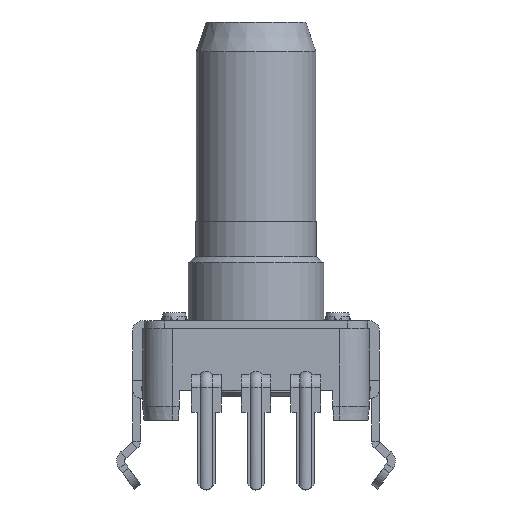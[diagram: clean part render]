
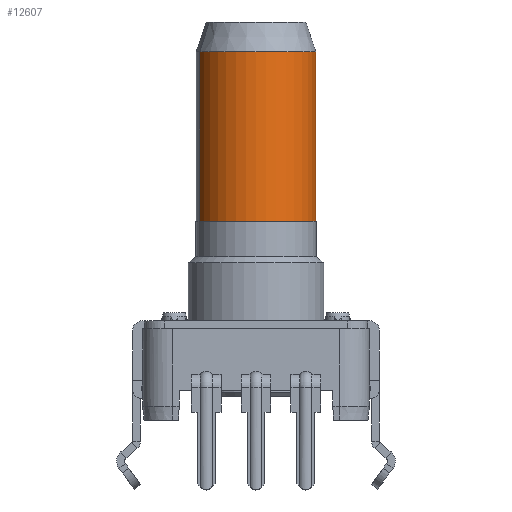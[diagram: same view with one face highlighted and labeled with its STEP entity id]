
A CAD part, front view. The second image highlights one B-rep face of the part: STEP entity #12607.
In plain terms, the highlighted cylindrical face has radius 3 mm (diameter 6 mm), a partial arc.
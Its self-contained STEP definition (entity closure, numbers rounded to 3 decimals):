
#3059 = VERTEX_POINT('',#3060);
#3060 = CARTESIAN_POINT('',(2.819,1.026,16.2));
#3074 = CONICAL_SURFACE('',#3075,2.5,0.322);
#3075 = AXIS2_PLACEMENT_3D('',#3076,#3077,#3078);
#3076 = CARTESIAN_POINT('',(0.,0.,17.7)
  );
#3077 = DIRECTION('',(0.,0.,-1.));
#3078 = DIRECTION('',(-0.94,-0.342,
    0.));
#3103 = CYLINDRICAL_SURFACE('',#3104,3.);
#3104 = AXIS2_PLACEMENT_3D('',#3105,#3106,#3107);
#3105 = CARTESIAN_POINT('',(0.,0.,0.771));
#3106 = DIRECTION('',(0.,0.,-1.));
#3107 = DIRECTION('',(-0.94,-0.342,-0.));
#3194 = VERTEX_POINT('',#3195);
#3195 = CARTESIAN_POINT('',(-2.819,-1.026,16.2));
#3221 = EDGE_CURVE('',#3059,#3194,#3222,.T.);
#3222 = SURFACE_CURVE('',#3223,(#3228,#3235),.PCURVE_S1.);
#3223 = CIRCLE('',#3224,3.);
#3224 = AXIS2_PLACEMENT_3D('',#3225,#3226,#3227);
#3225 = CARTESIAN_POINT('',(0.,0.,16.2)
  );
#3226 = DIRECTION('',(0.,0.,-1.));
#3227 = DIRECTION('',(-0.94,-0.342,
    0.));
#3228 = PCURVE('',#3074,#3229);
#3229 = DEFINITIONAL_REPRESENTATION('',(#3230),#3234);
#3230 = LINE('',#3231,#3232);
#3231 = CARTESIAN_POINT('',(0.,1.5));
#3232 = VECTOR('',#3233,1.);
#3233 = DIRECTION('',(1.,0.));
#3234 = ( GEOMETRIC_REPRESENTATION_CONTEXT(2) 
PARAMETRIC_REPRESENTATION_CONTEXT() REPRESENTATION_CONTEXT('2D SPACE',''
  ) );
#3235 = PCURVE('',#3236,#3241);
#3236 = CYLINDRICAL_SURFACE('',#3237,3.);
#3237 = AXIS2_PLACEMENT_3D('',#3238,#3239,#3240);
#3238 = CARTESIAN_POINT('',(0.,0.,0.771));
#3239 = DIRECTION('',(0.,0.,-1.));
#3240 = DIRECTION('',(-0.94,-0.342,-0.));
#3241 = DEFINITIONAL_REPRESENTATION('',(#3242),#3246);
#3242 = LINE('',#3243,#3244);
#3243 = CARTESIAN_POINT('',(0.,-15.429));
#3244 = VECTOR('',#3245,1.);
#3245 = DIRECTION('',(1.,0.));
#3246 = ( GEOMETRIC_REPRESENTATION_CONTEXT(2) 
PARAMETRIC_REPRESENTATION_CONTEXT() REPRESENTATION_CONTEXT('2D SPACE',''
  ) );
#3378 = EDGE_CURVE('',#3059,#3379,#3381,.T.);
#3379 = VERTEX_POINT('',#3380);
#3380 = CARTESIAN_POINT('',(2.819,1.026,7.7));
#3381 = SURFACE_CURVE('',#3382,(#3386,#3393),.PCURVE_S1.);
#3382 = LINE('',#3383,#3384);
#3383 = CARTESIAN_POINT('',(2.819,1.026,0.771
    ));
#3384 = VECTOR('',#3385,1.);
#3385 = DIRECTION('',(0.,0.,-1.));
#3386 = PCURVE('',#3103,#3387);
#3387 = DEFINITIONAL_REPRESENTATION('',(#3388),#3392);
#3388 = LINE('',#3389,#3390);
#3389 = CARTESIAN_POINT('',(3.142,0.));
#3390 = VECTOR('',#3391,1.);
#3391 = DIRECTION('',(0.,1.));
#3392 = ( GEOMETRIC_REPRESENTATION_CONTEXT(2) 
PARAMETRIC_REPRESENTATION_CONTEXT() REPRESENTATION_CONTEXT('2D SPACE',''
  ) );
#3393 = PCURVE('',#3236,#3394);
#3394 = DEFINITIONAL_REPRESENTATION('',(#3395),#3399);
#3395 = LINE('',#3396,#3397);
#3396 = CARTESIAN_POINT('',(3.142,0.));
#3397 = VECTOR('',#3398,1.);
#3398 = DIRECTION('',(0.,1.));
#3399 = ( GEOMETRIC_REPRESENTATION_CONTEXT(2) 
PARAMETRIC_REPRESENTATION_CONTEXT() REPRESENTATION_CONTEXT('2D SPACE',''
  ) );
#3402 = VERTEX_POINT('',#3403);
#3403 = CARTESIAN_POINT('',(-2.819,-1.026,7.7));
#3418 = PLANE('',#3419);
#3419 = AXIS2_PLACEMENT_3D('',#3420,#3421,#3422);
#3420 = CARTESIAN_POINT('',(0.,3.03,7.7));
#3421 = DIRECTION('',(0.,0.,-1.));
#3422 = DIRECTION('',(-1.,0.,0.));
#3434 = EDGE_CURVE('',#3194,#3402,#3435,.T.);
#3435 = SURFACE_CURVE('',#3436,(#3440,#3447),.PCURVE_S1.);
#3436 = LINE('',#3437,#3438);
#3437 = CARTESIAN_POINT('',(-2.819,-1.026,
    0.771));
#3438 = VECTOR('',#3439,1.);
#3439 = DIRECTION('',(0.,0.,-1.));
#3440 = PCURVE('',#3103,#3441);
#3441 = DEFINITIONAL_REPRESENTATION('',(#3442),#3446);
#3442 = LINE('',#3443,#3444);
#3443 = CARTESIAN_POINT('',(0.,0.));
#3444 = VECTOR('',#3445,1.);
#3445 = DIRECTION('',(0.,1.));
#3446 = ( GEOMETRIC_REPRESENTATION_CONTEXT(2) 
PARAMETRIC_REPRESENTATION_CONTEXT() REPRESENTATION_CONTEXT('2D SPACE',''
  ) );
#3447 = PCURVE('',#3236,#3448);
#3448 = DEFINITIONAL_REPRESENTATION('',(#3449),#3453);
#3449 = LINE('',#3450,#3451);
#3450 = CARTESIAN_POINT('',(6.283,0.));
#3451 = VECTOR('',#3452,1.);
#3452 = DIRECTION('',(0.,1.));
#3453 = ( GEOMETRIC_REPRESENTATION_CONTEXT(2) 
PARAMETRIC_REPRESENTATION_CONTEXT() REPRESENTATION_CONTEXT('2D SPACE',''
  ) );
#12198 = EDGE_CURVE('',#3402,#3379,#12199,.T.);
#12199 = SURFACE_CURVE('',#12200,(#12205,#12216),.PCURVE_S1.);
#12200 = CIRCLE('',#12201,3.);
#12201 = AXIS2_PLACEMENT_3D('',#12202,#12203,#12204);
#12202 = CARTESIAN_POINT('',(0.,0.,7.7));
#12203 = DIRECTION('',(0.,0.,1.));
#12204 = DIRECTION('',(-1.,0.,0.));
#12205 = PCURVE('',#3418,#12206);
#12206 = DEFINITIONAL_REPRESENTATION('',(#12207),#12215);
#12207 = ( BOUNDED_CURVE() B_SPLINE_CURVE(2,(#12208,#12209,#12210,#12211
    ,#12212,#12213,#12214),.UNSPECIFIED.,.T.,.F.) 
B_SPLINE_CURVE_WITH_KNOTS((1,2,2,2,2,1),(-2.094,0.,
    2.094,4.189,6.283,8.378),
.UNSPECIFIED.) CURVE() GEOMETRIC_REPRESENTATION_ITEM() 
RATIONAL_B_SPLINE_CURVE((1.,0.5,1.,0.5,1.,0.5,1.)) REPRESENTATION_ITEM(
  '') );
#12208 = CARTESIAN_POINT('',(3.,-3.03));
#12209 = CARTESIAN_POINT('',(3.,-8.226));
#12210 = CARTESIAN_POINT('',(-1.5,-5.628));
#12211 = CARTESIAN_POINT('',(-6.,-3.03));
#12212 = CARTESIAN_POINT('',(-1.5,-0.432));
#12213 = CARTESIAN_POINT('',(3.,2.166));
#12214 = CARTESIAN_POINT('',(3.,-3.03));
#12215 = ( GEOMETRIC_REPRESENTATION_CONTEXT(2) 
PARAMETRIC_REPRESENTATION_CONTEXT() REPRESENTATION_CONTEXT('2D SPACE',''
  ) );
#12216 = PCURVE('',#3236,#12217);
#12217 = DEFINITIONAL_REPRESENTATION('',(#12218),#12222);
#12218 = LINE('',#12219,#12220);
#12219 = CARTESIAN_POINT('',(6.632,-6.929));
#12220 = VECTOR('',#12221,1.);
#12221 = DIRECTION('',(-1.,0.));
#12222 = ( GEOMETRIC_REPRESENTATION_CONTEXT(2) 
PARAMETRIC_REPRESENTATION_CONTEXT() REPRESENTATION_CONTEXT('2D SPACE',''
  ) );
#12607 = ADVANCED_FACE('',(#12608),#3236,.T.);
#12608 = FACE_BOUND('',#12609,.T.);
#12609 = EDGE_LOOP('',(#12610,#12611,#12612,#12613));
#12610 = ORIENTED_EDGE('',*,*,#3378,.F.);
#12611 = ORIENTED_EDGE('',*,*,#3221,.T.);
#12612 = ORIENTED_EDGE('',*,*,#3434,.T.);
#12613 = ORIENTED_EDGE('',*,*,#12198,.T.);
